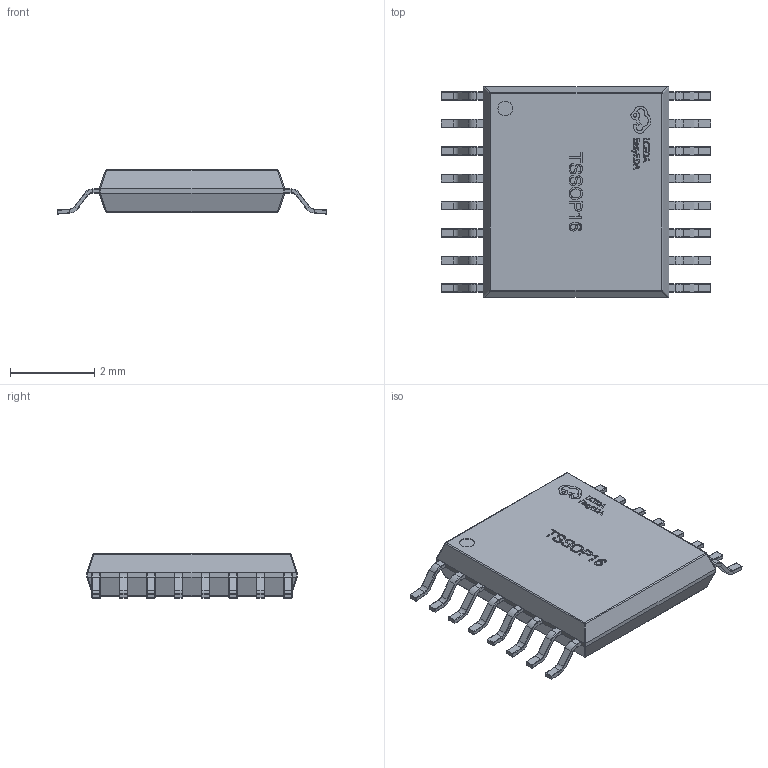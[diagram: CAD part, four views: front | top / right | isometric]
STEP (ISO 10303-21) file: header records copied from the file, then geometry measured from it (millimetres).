
FILE_DESCRIPTION (( 'STEP AP214' ), '1' );
FILE_NAME ('TSSOP-16_L5.0-W4.4-H1.0-LS6.4-P0.65.step', '2022-07-26T10:45:04', ( '' ), ( '' ), 'SwSTEP 2.0', 'SolidWorks 2020', '' );
FILE_SCHEMA (( 'AUTOMOTIVE_DESIGN' ));
Length unit declared in the file: millimetre
Products named in the file (1): TSSOP-16_L5.0-W4.4-H1.0-LS6.4-P0.65
Bounding box: 6.41 x 5 x 1.05 mm (x, y, z)
Volume: 21.1 mm3; surface area: 69.9 mm2
Topology: 30 solids, 30 shells, 1260 faces, 2866 edges, 1652 vertices
Faces by surface type: plane 523, cylinder 342, bspline 179, torus 128, sphere 88
Entity records: 52587 total; most frequent: CARTESIAN_POINT 11502, ORIENTED_EDGE 5604, DIRECTION 5408, EDGE_CURVE 2802, AXIS2_PLACEMENT_3D 1910, VERTEX_POINT 1620, VECTOR 1588, LINE 1588
